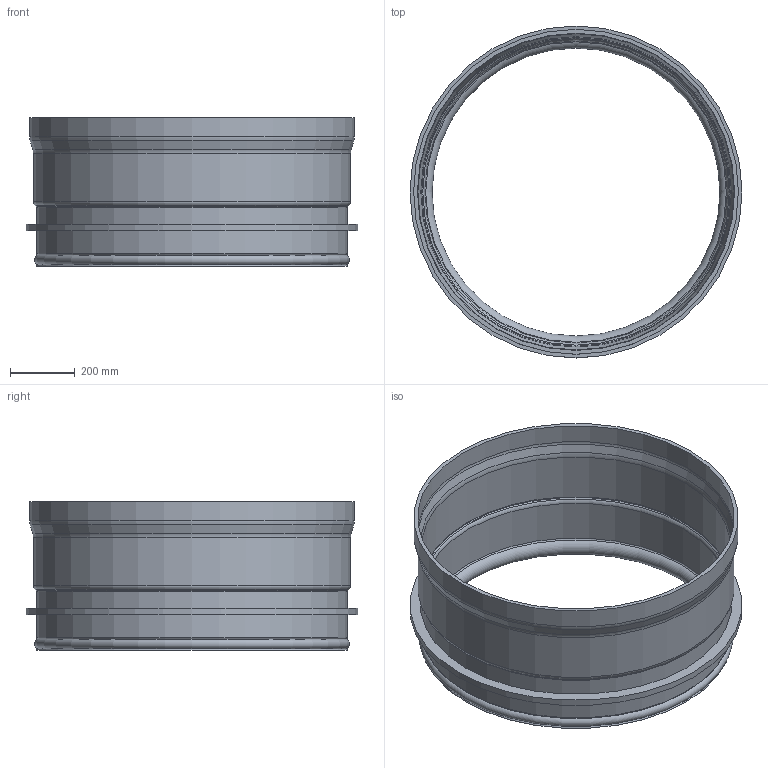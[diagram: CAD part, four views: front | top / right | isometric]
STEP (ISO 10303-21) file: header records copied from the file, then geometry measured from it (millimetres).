
FILE_DESCRIPTION(/* description */ (''),/* implementation_level */ '2;1');
FILE_NAME(/* name */ '16189.050X_3D.stp',/* time_stamp */ '2024-12-12T06:55:51+01:00',/* author */ ('CAD'),/* organization */ (''),/* preprocessor_version */ 'ST-DEVELOPER v20',/* originating_system */ 'AutoCAD Mechanical',/* authorisation */ '');
FILE_SCHEMA (('AUTOMOTIVE_DESIGN { 1 0 10303 214 3 1 1 }'));
Length unit declared in the file: centimetre
Products named in the file (2): Product; *S0
Assembly tree (1 placements, depth 2):
  Product
    *S0
Bounding box: 1026 x 1026 x 460 mm (x, y, z)
Volume: 21726509 mm3; surface area: 3648393.7 mm2
Topology: 3 solids, 3 shells, 32 faces, 78 edges, 54 vertices
Faces by surface type: torus 14, cylinder 8, plane 6, cone 4
Full cylindrical faces by diameter (mm): 936 x1, 956 x1, 960 x1, 962 x1, 980 x2, 1004 x1, 1026 x1
Entity records: 1070 total; most frequent: DIRECTION 212, CARTESIAN_POINT 167, ORIENTED_EDGE 152, AXIS2_PLACEMENT_3D 99, EDGE_CURVE 76, CIRCLE 64, VERTEX_POINT 50, EDGE_LOOP 38
